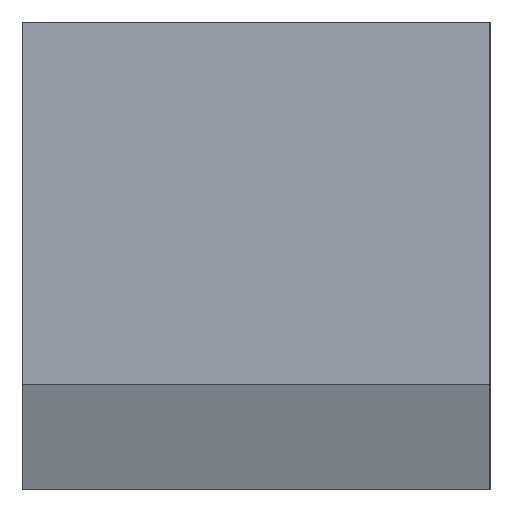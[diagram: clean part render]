
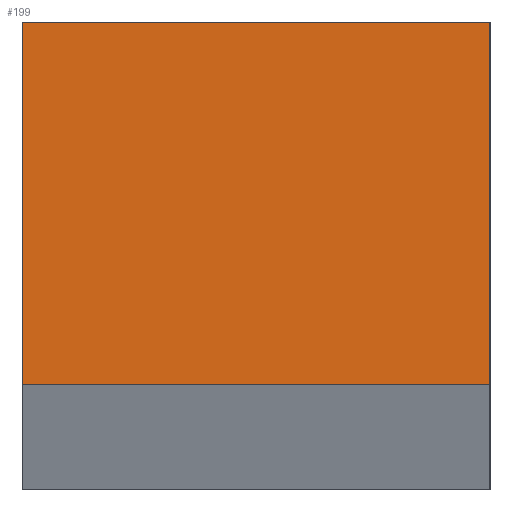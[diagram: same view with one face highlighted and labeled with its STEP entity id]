
A CAD part, left-side view. The second image highlights one B-rep face of the part: STEP entity #199.
In plain terms, the highlighted planar face has unit normal (-1, 0, 0).
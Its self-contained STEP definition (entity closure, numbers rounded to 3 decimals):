
#199=ADVANCED_FACE('NONE',(#475),#476,.F.);
#475=FACE_OUTER_BOUND('',#825,.T.);
#476=PLANE('',#826);
#825=EDGE_LOOP('',(#1535,#1536,#1537,#1538));
#826=AXIS2_PLACEMENT_3D('',#1539,#1540,#1541);
#1535=ORIENTED_EDGE('',*,*,#2518,.F.);
#1536=ORIENTED_EDGE('',*,*,#2212,.F.);
#1537=ORIENTED_EDGE('',*,*,#2519,.F.);
#1538=ORIENTED_EDGE('',*,*,#2429,.T.);
#1539=CARTESIAN_POINT('',(0.0,0.0,30.0));
#1540=DIRECTION('',(1.0,0.0,0.0));
#1541=DIRECTION('',(0.0,1.0,-0.0));
#2212=EDGE_CURVE('NONE',#2666,#2668,#2669,.T.);
#2429=EDGE_CURVE('NONE',#3101,#3099,#3102,.T.);
#2518=EDGE_CURVE('NONE',#2668,#3099,#3193,.T.);
#2519=EDGE_CURVE('NONE',#3101,#2666,#3194,.T.);
#2666=VERTEX_POINT('NONE',#3344);
#2668=VERTEX_POINT('NONE',#3347);
#2669=LINE('',#3348,#3349);
#3099=VERTEX_POINT('NONE',#3993);
#3101=VERTEX_POINT('NONE',#3996);
#3102=LINE('',#3997,#3998);
#3193=LINE('',#4148,#4149);
#3194=LINE('',#4150,#4151);
#3344=CARTESIAN_POINT('',(0.0,0.0,30.0));
#3347=CARTESIAN_POINT('',(0.0,0.0,6.75));
#3348=CARTESIAN_POINT('',(0.0,0.0,30.0));
#3349=VECTOR('',#4348,1000.0);
#3993=CARTESIAN_POINT('',(0.0,30.0,6.75));
#3996=CARTESIAN_POINT('',(0.0,30.0,30.0));
#3997=CARTESIAN_POINT('',(0.0,30.0,30.0));
#3998=VECTOR('',#4564,1000.0);
#4148=CARTESIAN_POINT('',(0.0,0.0,6.75));
#4149=VECTOR('',#4624,1000.0);
#4150=CARTESIAN_POINT('',(0.0,0.0,30.0));
#4151=VECTOR('',#4625,1000.0);
#4348=DIRECTION('',(-0.0,-0.0,-1.0));
#4564=DIRECTION('',(-0.0,-0.0,-1.0));
#4624=DIRECTION('',(0.0,1.0,0.0));
#4625=DIRECTION('',(-0.0,-1.0,-0.0));
